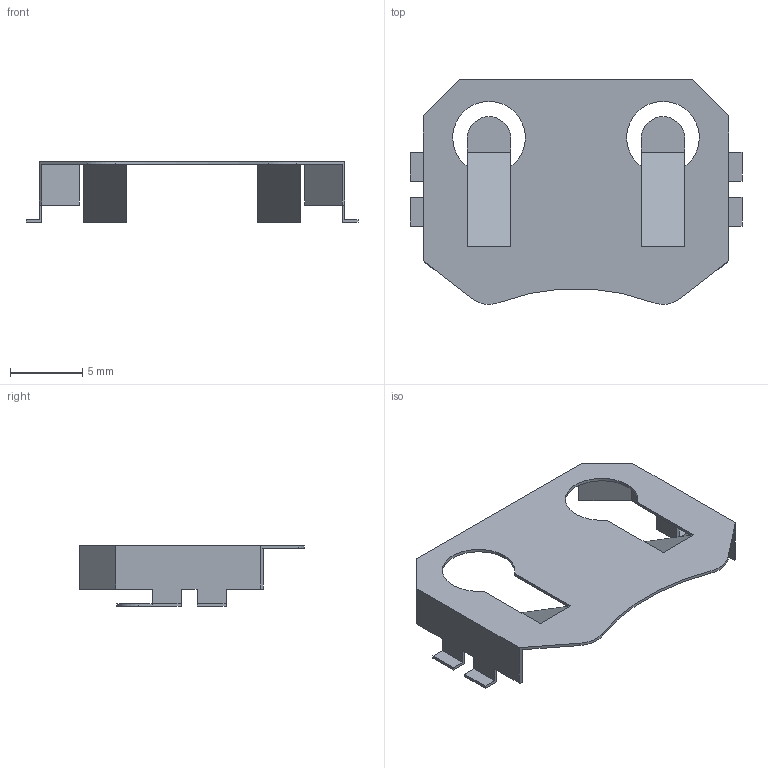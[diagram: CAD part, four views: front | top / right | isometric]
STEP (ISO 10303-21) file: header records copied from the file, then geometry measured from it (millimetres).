
FILE_DESCRIPTION( ( '' ), ' ' );
FILE_NAME( '58b38e2fbb45fa0f8acfee8b.step', '2017-02-27T02:25:51', ( '' ), ( '' ), ' ', ' ', ' ' );
FILE_SCHEMA( ( 'AUTOMOTIVE_DESIGN { 1 0 10303 214 1 1 1 1 }' ) );
Length unit declared in the file: metre
Products named in the file (1): Open CASCADE STEP translator 6.8 1
Bounding box: 22.9 x 15.5 x 4.2 mm (x, y, z)
Volume: 74.7 mm3; surface area: 801 mm2
Topology: 1 solids, 1 shells, 62 faces, 176 edges, 116 vertices
Faces by surface type: plane 55, cylinder 7
Entity records: 3382 total; most frequent: CARTESIAN_POINT 355, ORIENTED_EDGE 352, DIRECTION 316, STYLED_ITEM 238, PRESENTATION_STYLE_ASSIGNMENT 238, COLOUR_RGB 238, EDGE_CURVE 176, CURVE_STYLE 176
